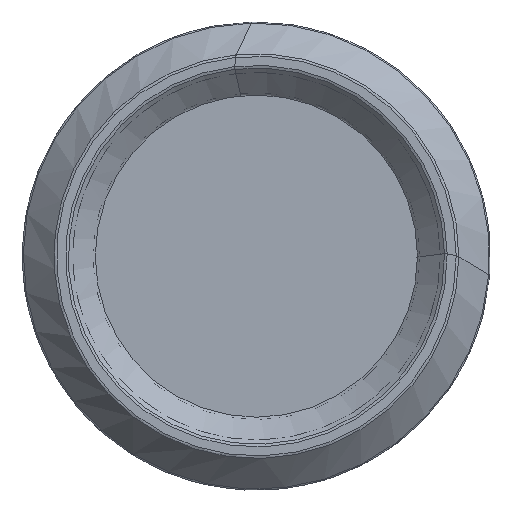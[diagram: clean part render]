
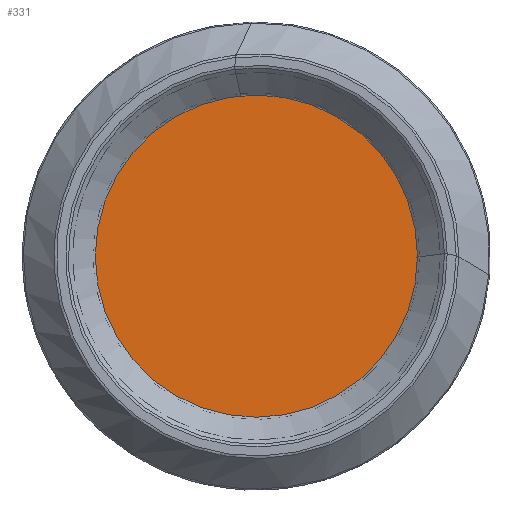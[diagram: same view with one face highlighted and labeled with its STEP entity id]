
A CAD part, left-side view. The second image highlights one B-rep face of the part: STEP entity #331.
In plain terms, the highlighted planar face has unit normal (-1, 0, 0).
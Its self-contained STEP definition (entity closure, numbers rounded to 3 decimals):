
#265=PLANE('',#943);
#331=ADVANCED_FACE('',(#397),#265,.F.);
#397=FACE_OUTER_BOUND('',#461,.T.);
#461=EDGE_LOOP('',(#681));
#518=CIRCLE('',#942,32.004);
#681=ORIENTED_EDGE('',*,*,#822,.T.);
#738=VERTEX_POINT('',#1802);
#822=EDGE_CURVE('',#738,#738,#518,.T.);
#942=AXIS2_PLACEMENT_3D('',#1801,#1135,#1136);
#943=AXIS2_PLACEMENT_3D('',#1803,#1137,#1138);
#1135=DIRECTION('',(-1.,0.,0.));
#1136=DIRECTION('',(0.,0.,1.));
#1137=DIRECTION('',(1.,0.,0.));
#1138=DIRECTION('',(0.,0.,-1.));
#1801=CARTESIAN_POINT('',(5.,0.,0.));
#1802=CARTESIAN_POINT('',(5.,0.,32.004));
#1803=CARTESIAN_POINT('',(5.,12.5,0.));
